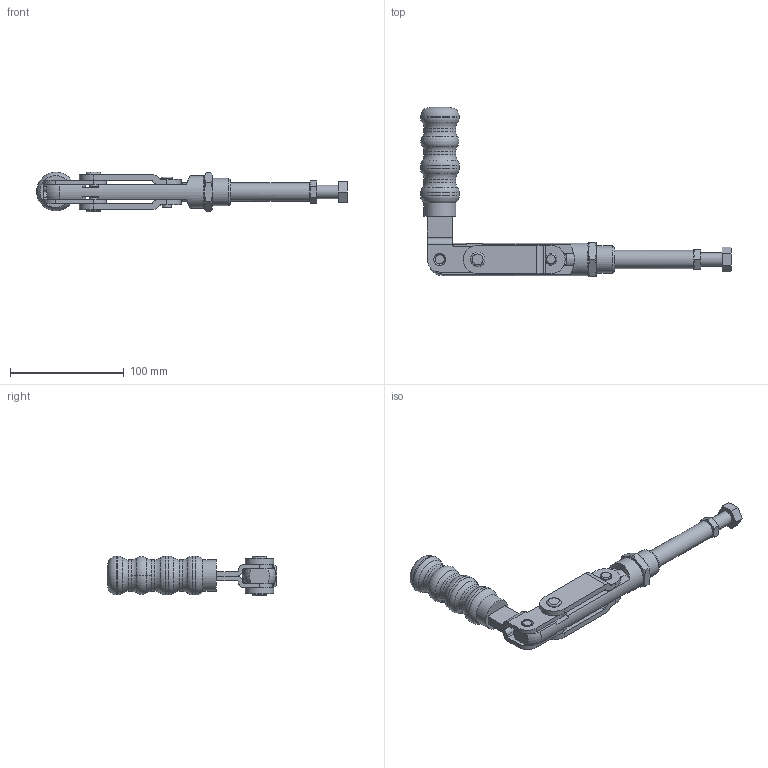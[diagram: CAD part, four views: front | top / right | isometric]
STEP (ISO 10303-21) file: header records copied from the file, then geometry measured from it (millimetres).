
FILE_DESCRIPTION(/* description */ ('Alibre Inc.'),/* implementation_level */ '2;1');
FILE_NAME(/* name */ 'export0',/* time_stamp */ '2012-02-17T12:24:13+01:00',/* author */ (''),/* organization */ (''),/* preprocessor_version */ 'ST-DEVELOPER v12',/* originating_system */ 'Alibre',/* authorisation */ '');
FILE_SCHEMA (('ALIBRE_SCHEMA','CONFIG_CONTROL_DESIGN'));
Length unit declared in the file: millimetre
Products named in the file (1): ID_1
Bounding box: 273.87 x 148.91 x 34.85 mm (x, y, z)
Volume: 175800.2 mm3; surface area: 78634.2 mm2
Topology: 14 solids, 14 shells, 227 faces, 540 edges, 344 vertices
Faces by surface type: plane 93, cylinder 76, cone 37, torus 19, sphere 2
Full cylindrical faces by diameter (mm): 7.9 x2, 8 x4, 8.045 x4, 8.05 x3, 8.5 x1, 10 x4, 10.05 x3, 12 x1, 12.7 x2, 16 x2, 24 x2, 28 x4, 28.6 x1, 34 x3
Entity records: 12371 total; most frequent: CARTESIAN_POINT 2684, ORIENTED_EDGE 1848, DIRECTION 1605, EDGE_CURVE 924, AXIS2_PLACEMENT_3D 755, VERTEX_POINT 656, FACE_BOUND 648, EDGE_LOOP 644
